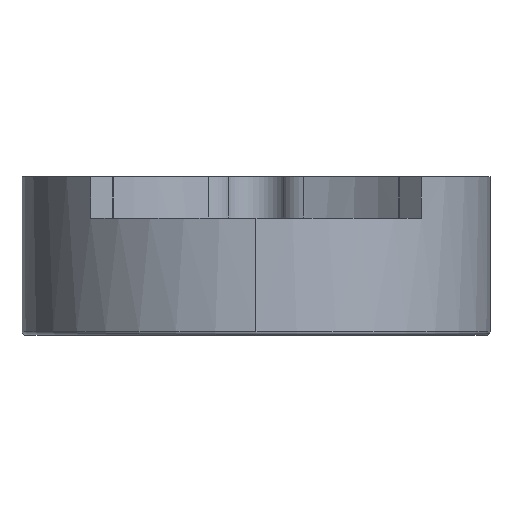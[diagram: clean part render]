
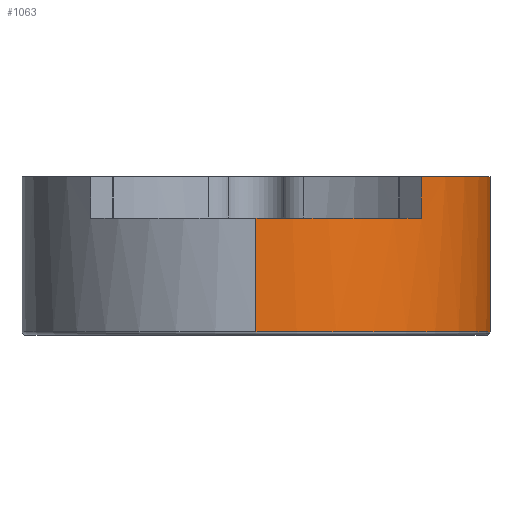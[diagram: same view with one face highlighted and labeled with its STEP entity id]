
A CAD part, left-side view. The second image highlights one B-rep face of the part: STEP entity #1063.
In plain terms, the highlighted cylindrical face has radius 37 mm (diameter 74 mm), a partial arc.
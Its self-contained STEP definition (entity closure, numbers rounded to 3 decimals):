
#91 = ORIENTED_EDGE ( 'NONE', *, *, #887, .T. ) ;
#146 = DIRECTION ( 'NONE',  ( 0., 0., -1. ) ) ;
#225 = DIRECTION ( 'NONE',  ( 1., 0., 0. ) ) ;
#239 = AXIS2_PLACEMENT_3D ( 'NONE', #864, #1518, #658 ) ;
#301 = DIRECTION ( 'NONE',  ( 1., 0., 0. ) ) ;
#366 = CARTESIAN_POINT ( 'NONE',  ( -26.161, -26.165, 18.5 ) ) ;
#372 = DIRECTION ( 'NONE',  ( 0., 0., -1. ) ) ;
#499 = EDGE_LOOP ( 'NONE', ( #2551, #2780, #91, #1310, #1628, #1792 ) ) ;
#640 = CARTESIAN_POINT ( 'NONE',  ( 0., 0., 25. ) ) ;
#658 = DIRECTION ( 'NONE',  ( -1., 0., 0. ) ) ;
#690 = AXIS2_PLACEMENT_3D ( 'NONE', #640, #1437, #225 ) ;
#785 = LINE ( 'NONE', #1631, #1052 ) ;
#801 = LINE ( 'NONE', #2487, #865 ) ;
#864 = CARTESIAN_POINT ( 'NONE',  ( 0., 0., 25. ) ) ;
#865 = VECTOR ( 'NONE', #372, 1000. ) ;
#887 = EDGE_CURVE ( 'NONE', #1977, #1263, #2716, .T. ) ;
#956 = EDGE_CURVE ( 'NONE', #1278, #978, #1549, .T. ) ;
#978 = VERTEX_POINT ( 'NONE', #1493 ) ;
#1004 = CARTESIAN_POINT ( 'NONE',  ( 0., -37., 0.5 ) ) ;
#1052 = VECTOR ( 'NONE', #146, 1000. ) ;
#1063 = ADVANCED_FACE ( 'NONE', ( #2782 ), #1078, .T. ) ;
#1078 = CYLINDRICAL_SURFACE ( 'NONE', #239, 37. ) ;
#1149 = LINE ( 'NONE', #2006, #1346 ) ;
#1181 = DIRECTION ( 'NONE',  ( 0., 0., 1. ) ) ;
#1240 = CARTESIAN_POINT ( 'NONE',  ( -37., 0., 18.5 ) ) ;
#1263 = VERTEX_POINT ( 'NONE', #1004 ) ;
#1278 = VERTEX_POINT ( 'NONE', #2660 ) ;
#1296 = CARTESIAN_POINT ( 'NONE',  ( -37., 0., 0.5 ) ) ;
#1310 = ORIENTED_EDGE ( 'NONE', *, *, #2611, .F. ) ;
#1345 = CARTESIAN_POINT ( 'NONE',  ( 0., 0., 0.5 ) ) ;
#1346 = VECTOR ( 'NONE', #2650, 1000. ) ;
#1367 = VERTEX_POINT ( 'NONE', #366 ) ;
#1437 = DIRECTION ( 'NONE',  ( 0., 0., 1. ) ) ;
#1493 = CARTESIAN_POINT ( 'NONE',  ( 0., -37., 25. ) ) ;
#1508 = AXIS2_PLACEMENT_3D ( 'NONE', #1345, #1181, #301 ) ;
#1518 = DIRECTION ( 'NONE',  ( 0., 0., -1. ) ) ;
#1549 = CIRCLE ( 'NONE', #690, 37. ) ;
#1616 = CARTESIAN_POINT ( 'NONE',  ( 0., 0., 18.5 ) ) ;
#1628 = ORIENTED_EDGE ( 'NONE', *, *, #956, .F. ) ;
#1631 = CARTESIAN_POINT ( 'NONE',  ( -37., 0., 25. ) ) ;
#1792 = ORIENTED_EDGE ( 'NONE', *, *, #2284, .T. ) ;
#1977 = VERTEX_POINT ( 'NONE', #1296 ) ;
#2006 = CARTESIAN_POINT ( 'NONE',  ( 0., -37., 25. ) ) ;
#2099 = DIRECTION ( 'NONE',  ( 0., 0., 1. ) ) ;
#2170 = CIRCLE ( 'NONE', #2349, 37. ) ;
#2262 = EDGE_CURVE ( 'NONE', #2718, #1977, #785, .T. ) ;
#2284 = EDGE_CURVE ( 'NONE', #1278, #1367, #801, .T. ) ;
#2313 = EDGE_CURVE ( 'NONE', #2718, #1367, #2170, .T. ) ;
#2349 = AXIS2_PLACEMENT_3D ( 'NONE', #1616, #2099, #2470 ) ;
#2470 = DIRECTION ( 'NONE',  ( 1., 0., 0. ) ) ;
#2487 = CARTESIAN_POINT ( 'NONE',  ( -26.161, -26.165, 21.75 ) ) ;
#2551 = ORIENTED_EDGE ( 'NONE', *, *, #2313, .F. ) ;
#2611 = EDGE_CURVE ( 'NONE', #978, #1263, #1149, .T. ) ;
#2650 = DIRECTION ( 'NONE',  ( 0., 0., -1. ) ) ;
#2660 = CARTESIAN_POINT ( 'NONE',  ( -26.161, -26.165, 25. ) ) ;
#2716 = CIRCLE ( 'NONE', #1508, 37. ) ;
#2718 = VERTEX_POINT ( 'NONE', #1240 ) ;
#2780 = ORIENTED_EDGE ( 'NONE', *, *, #2262, .T. ) ;
#2782 = FACE_OUTER_BOUND ( 'NONE', #499, .T. ) ;
